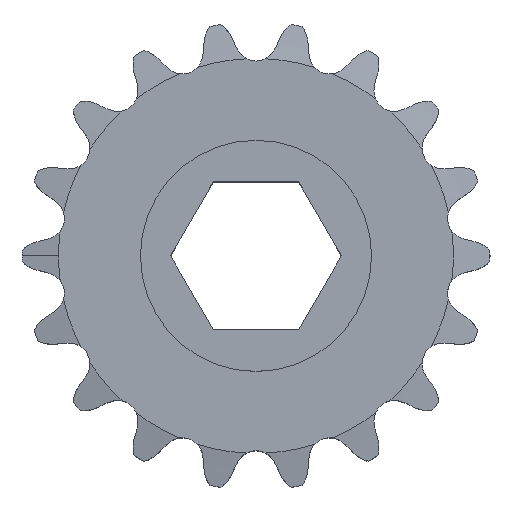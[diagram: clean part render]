
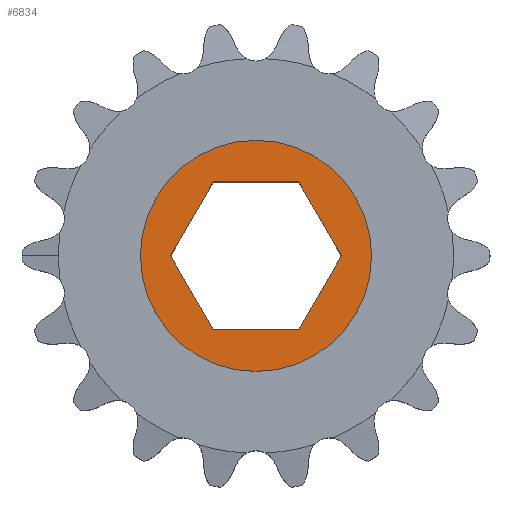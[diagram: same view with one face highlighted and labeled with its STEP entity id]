
A CAD part, top view. The second image highlights one B-rep face of the part: STEP entity #6834.
In plain terms, the highlighted planar face has unit normal (0, 0, 1).
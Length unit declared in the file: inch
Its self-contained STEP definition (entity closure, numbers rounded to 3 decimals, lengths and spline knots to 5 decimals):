
#10 = EDGE_LOOP ( 'NONE', ( #3406, #3841 ) ) ;
#56 = CARTESIAN_POINT ( 'NONE',  ( 0.14549, 0.252, 0.245 ) ) ;
#336 = CARTESIAN_POINT ( 'NONE',  ( 0.14549, -0.252, 0.245 ) ) ;
#383 = LINE ( 'NONE', #14575, #2680 ) ;
#551 = PLANE ( 'NONE',  #5642 ) ;
#596 = LINE ( 'NONE', #8056, #7115 ) ;
#842 = ORIENTED_EDGE ( 'NONE', *, *, #7773, .F. ) ;
#871 = VERTEX_POINT ( 'NONE', #12017 ) ;
#931 = EDGE_CURVE ( 'NONE', #1284, #2173, #12410, .T. ) ;
#936 = CARTESIAN_POINT ( 'NONE',  ( 0., 0., 0.245 ) ) ;
#967 = EDGE_CURVE ( 'NONE', #871, #9797, #5936, .T. ) ;
#991 = CARTESIAN_POINT ( 'NONE',  ( 0., 0., 0.245 ) ) ;
#1075 = VECTOR ( 'NONE', #10220, 39.37008 ) ;
#1284 = VERTEX_POINT ( 'NONE', #10521 ) ;
#1662 = VERTEX_POINT ( 'NONE', #336 ) ;
#1977 = ORIENTED_EDGE ( 'NONE', *, *, #14201, .F. ) ;
#2173 = VERTEX_POINT ( 'NONE', #4888 ) ;
#2609 = VERTEX_POINT ( 'NONE', #12915 ) ;
#2680 = VECTOR ( 'NONE', #10297, 39.37008 ) ;
#3183 = DIRECTION ( 'NONE',  ( 0.5, -0.866, 0. ) ) ;
#3268 = CARTESIAN_POINT ( 'NONE',  ( -0.14549, -0.252, 0.245 ) ) ;
#3406 = ORIENTED_EDGE ( 'NONE', *, *, #967, .F. ) ;
#3798 = AXIS2_PLACEMENT_3D ( 'NONE', #991, #7687, #5497 ) ;
#3841 = ORIENTED_EDGE ( 'NONE', *, *, #6504, .F. ) ;
#4064 = VERTEX_POINT ( 'NONE', #5633 ) ;
#4381 = DIRECTION ( 'NONE',  ( 1., 0., 0. ) ) ;
#4513 = VECTOR ( 'NONE', #3183, 39.37008 ) ;
#4706 = CARTESIAN_POINT ( 'NONE',  ( 0.3937, 0., 0.245 ) ) ;
#4888 = CARTESIAN_POINT ( 'NONE',  ( -0.14549, -0.252, 0.245 ) ) ;
#4920 = VECTOR ( 'NONE', #4381, 39.37008 ) ;
#5490 = DIRECTION ( 'NONE',  ( -1., 0., 0. ) ) ;
#5497 = DIRECTION ( 'NONE',  ( -1., 0., 0. ) ) ;
#5633 = CARTESIAN_POINT ( 'NONE',  ( -0.14549, 0.252, 0.245 ) ) ;
#5642 = AXIS2_PLACEMENT_3D ( 'NONE', #13086, #8567, #10616 ) ;
#5668 = EDGE_CURVE ( 'NONE', #1662, #8301, #596, .T. ) ;
#5936 = CIRCLE ( 'NONE', #3798, 0.3937 ) ;
#5985 = VECTOR ( 'NONE', #8209, 39.37008 ) ;
#6351 = ORIENTED_EDGE ( 'NONE', *, *, #931, .F. ) ;
#6372 = ORIENTED_EDGE ( 'NONE', *, *, #5668, .F. ) ;
#6504 = EDGE_CURVE ( 'NONE', #9797, #871, #13262, .T. ) ;
#6534 = ORIENTED_EDGE ( 'NONE', *, *, #9868, .F. ) ;
#6614 = CARTESIAN_POINT ( 'NONE',  ( -0.29098, 0., 0.245 ) ) ;
#6834 = ADVANCED_FACE ( 'NONE', ( #11649, #13426 ), #551, .T. ) ;
#7062 = EDGE_LOOP ( 'NONE', ( #6534, #6372, #1977, #6351, #9996, #842 ) ) ;
#7070 = CARTESIAN_POINT ( 'NONE',  ( 0.29098, 0., 0.245 ) ) ;
#7115 = VECTOR ( 'NONE', #8109, 39.37008 ) ;
#7687 = DIRECTION ( 'NONE',  ( 0., 0., -1. ) ) ;
#7773 = EDGE_CURVE ( 'NONE', #2609, #4064, #11636, .T. ) ;
#7892 = LINE ( 'NONE', #3268, #4920 ) ;
#8056 = CARTESIAN_POINT ( 'NONE',  ( 0.14549, -0.252, 0.245 ) ) ;
#8109 = DIRECTION ( 'NONE',  ( 0.5, 0.866, 0. ) ) ;
#8209 = DIRECTION ( 'NONE',  ( -0.5, 0.866, 0. ) ) ;
#8301 = VERTEX_POINT ( 'NONE', #12071 ) ;
#8487 = EDGE_CURVE ( 'NONE', #4064, #1284, #383, .T. ) ;
#8567 = DIRECTION ( 'NONE',  ( 0., 0., 1. ) ) ;
#9797 = VERTEX_POINT ( 'NONE', #4706 ) ;
#9868 = EDGE_CURVE ( 'NONE', #8301, #2609, #13017, .T. ) ;
#9996 = ORIENTED_EDGE ( 'NONE', *, *, #8487, .F. ) ;
#10220 = DIRECTION ( 'NONE',  ( -1., 0., 0. ) ) ;
#10297 = DIRECTION ( 'NONE',  ( -0.5, -0.866, 0. ) ) ;
#10521 = CARTESIAN_POINT ( 'NONE',  ( -0.29098, 0., 0.245 ) ) ;
#10616 = DIRECTION ( 'NONE',  ( 1., 0., 0. ) ) ;
#11162 = AXIS2_PLACEMENT_3D ( 'NONE', #936, #14513, #5490 ) ;
#11636 = LINE ( 'NONE', #56, #1075 ) ;
#11649 = FACE_BOUND ( 'NONE', #7062, .T. ) ;
#12017 = CARTESIAN_POINT ( 'NONE',  ( -0.3937, 0., 0.245 ) ) ;
#12071 = CARTESIAN_POINT ( 'NONE',  ( 0.29098, 0., 0.245 ) ) ;
#12410 = LINE ( 'NONE', #6614, #4513 ) ;
#12915 = CARTESIAN_POINT ( 'NONE',  ( 0.14549, 0.252, 0.245 ) ) ;
#13017 = LINE ( 'NONE', #7070, #5985 ) ;
#13086 = CARTESIAN_POINT ( 'NONE',  ( -0.57299, -0.55262, 0.245 ) ) ;
#13262 = CIRCLE ( 'NONE', #11162, 0.3937 ) ;
#13426 = FACE_OUTER_BOUND ( 'NONE', #10, .T. ) ;
#14201 = EDGE_CURVE ( 'NONE', #2173, #1662, #7892, .T. ) ;
#14513 = DIRECTION ( 'NONE',  ( 0., 0., -1. ) ) ;
#14575 = CARTESIAN_POINT ( 'NONE',  ( -0.14549, 0.252, 0.245 ) ) ;
